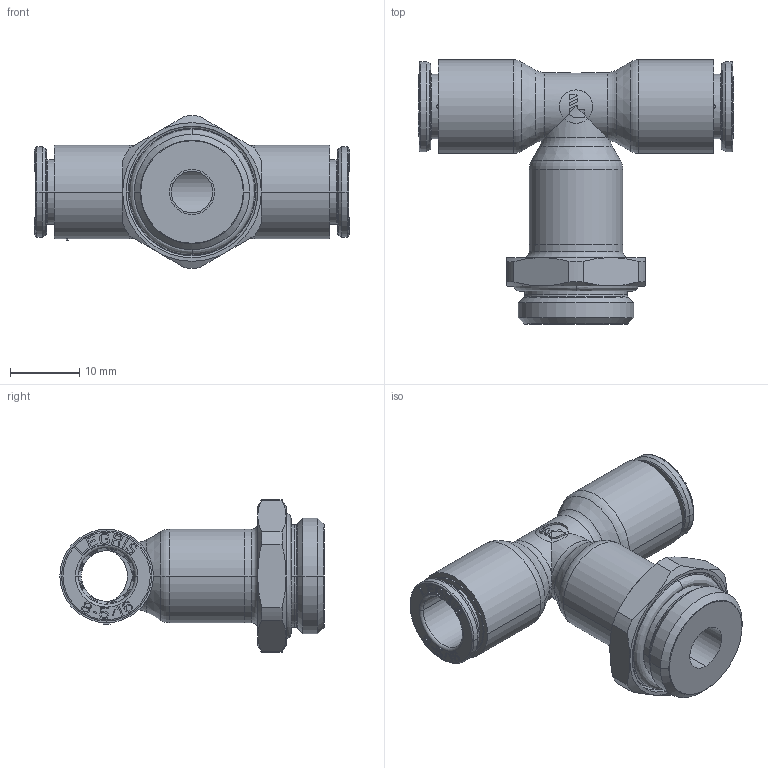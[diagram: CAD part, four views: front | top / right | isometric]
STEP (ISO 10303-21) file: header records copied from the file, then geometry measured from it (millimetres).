
FILE_DESCRIPTION(('STEP AP214'),'1');
FILE_NAME('6898_08_17.stp','2016-07-07T14:51:37',('TraceParts'),('TraceParts S.A.'),'Spatial InterOp 3D',' ',' ');
FILE_SCHEMA(('automotive_design'));
Length unit declared in the file: millimetre
Products named in the file (16): V898-08-17_ASM|Next assembly relationship#44108-19_ASM|Next assembly relationship#44108-30;44108-30; V898-08-17_ASM|Next assembly relationship#44108-19_ASM|Next assembly relationship#44108-32;44108-32; V898-08-17_ASM|Next assembly relationship#44108-19_ASM|Next assembly relationship#44108;44108; V898-08-17_ASM|Next assembly relationship#44108-19_ASM|Next assembly relationship#44108-40;44108-40; V898-08-17_ASM|Next assembly relationship#44518-04;44518-04; V898-08-17_ASM|Next assembly relationship#44230-15;44230-15; V898-08-17_ASM|Next assembly relationship#44108-11-10-ASM;44108-11-10-ASM; V898-08-17_ASM|Next assembly relationship#23955-24_D18_36_D14_8_LG1_1_78;23955-24_D18_36_D14_8_LG1_1_78
Bounding box: 45.5 x 38.15 x 21.99 mm (x, y, z)
Volume: 6668.1 mm3; surface area: 10589.1 mm2
Topology: 14 solids, 16 shells, 1506 faces, 3883 edges, 2467 vertices
Faces by surface type: plane 827, cone 192, cylinder 191, torus 178, bspline 110, sphere 4, revolution 4
Entity records: 51024 total; most frequent: CARTESIAN_POINT 14358, ORIENTED_EDGE 7746, DIRECTION 7306, EDGE_CURVE 3877, LINE 2552, VECTOR 2552, VERTEX_POINT 2467, AXIS2_PLACEMENT_3D 2375
